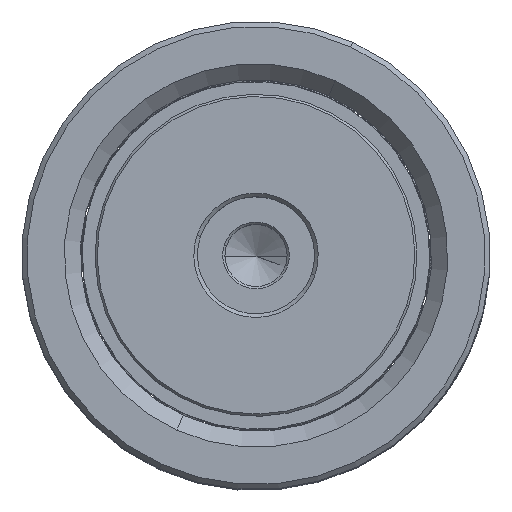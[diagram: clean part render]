
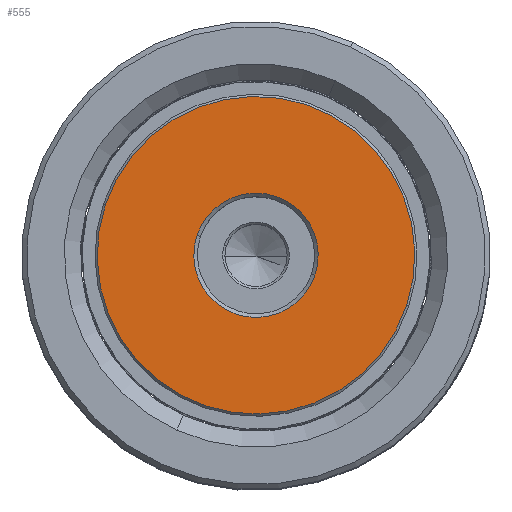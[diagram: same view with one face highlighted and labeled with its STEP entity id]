
A CAD part, top view. The second image highlights one B-rep face of the part: STEP entity #555.
In plain terms, the highlighted face is planar.
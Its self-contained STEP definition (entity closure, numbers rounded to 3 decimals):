
#555 = ADVANCED_FACE ( 'NONE', ( #18607, #34497 ), #16918, .F. ) ;
#2023 = AXIS2_PLACEMENT_3D ( 'NONE', #8716, #8598, #33983 ) ;
#2622 = ORIENTED_EDGE ( 'NONE', *, *, #35276, .T. ) ;
#2768 = CARTESIAN_POINT ( 'NONE',  ( -21.7, 0., 0. ) ) ;
#2792 = CIRCLE ( 'NONE', #2023, 21.7 ) ;
#4441 = DIRECTION ( 'NONE',  ( 0., 0., 1. ) ) ;
#5180 = DIRECTION ( 'NONE',  ( 1., 0., 0. ) ) ;
#5294 = CARTESIAN_POINT ( 'NONE',  ( 0., 0., 0. ) ) ;
#5428 = EDGE_LOOP ( 'NONE', ( #23816, #2622 ) ) ;
#7047 = EDGE_CURVE ( 'NONE', #33484, #7288, #11456, .T. ) ;
#7180 = DIRECTION ( 'NONE',  ( 0., 0., 1. ) ) ;
#7288 = VERTEX_POINT ( 'NONE', #17591 ) ;
#7951 = CIRCLE ( 'NONE', #8948, 21.7 ) ;
#8598 = DIRECTION ( 'NONE',  ( 0., 0., -1. ) ) ;
#8716 = CARTESIAN_POINT ( 'NONE',  ( 0., 0., 0. ) ) ;
#8948 = AXIS2_PLACEMENT_3D ( 'NONE', #19061, #22164, #30008 ) ;
#11456 = CIRCLE ( 'NONE', #14843, 8.5 ) ;
#11974 = VERTEX_POINT ( 'NONE', #2768 ) ;
#12966 = VERTEX_POINT ( 'NONE', #15904 ) ;
#14843 = AXIS2_PLACEMENT_3D ( 'NONE', #18283, #4441, #18528 ) ;
#15321 = DIRECTION ( 'NONE',  ( 1., 0., 0. ) ) ;
#15904 = CARTESIAN_POINT ( 'NONE',  ( 21.7, 0., 0. ) ) ;
#16918 = PLANE ( 'NONE',  #28839 ) ;
#17591 = CARTESIAN_POINT ( 'NONE',  ( 8.5, 0., 0. ) ) ;
#18283 = CARTESIAN_POINT ( 'NONE',  ( 0., 0., 0. ) ) ;
#18528 = DIRECTION ( 'NONE',  ( 1., 0., 0. ) ) ;
#18607 = FACE_OUTER_BOUND ( 'NONE', #20468, .T. ) ;
#19061 = CARTESIAN_POINT ( 'NONE',  ( 0., 0., 0. ) ) ;
#20468 = EDGE_LOOP ( 'NONE', ( #34521, #33112 ) ) ;
#22164 = DIRECTION ( 'NONE',  ( 0., 0., -1. ) ) ;
#22631 = CARTESIAN_POINT ( 'NONE',  ( -8.5, 0., 0. ) ) ;
#23816 = ORIENTED_EDGE ( 'NONE', *, *, #7047, .T. ) ;
#24074 = CARTESIAN_POINT ( 'NONE',  ( 0., 0., 0. ) ) ;
#25078 = DIRECTION ( 'NONE',  ( 0., 0., 1. ) ) ;
#27118 = CIRCLE ( 'NONE', #35796, 8.5 ) ;
#28839 = AXIS2_PLACEMENT_3D ( 'NONE', #5294, #25078, #5180 ) ;
#28926 = EDGE_CURVE ( 'NONE', #12966, #11974, #2792, .T. ) ;
#30008 = DIRECTION ( 'NONE',  ( 1., 0., 0. ) ) ;
#30263 = EDGE_CURVE ( 'NONE', #11974, #12966, #7951, .T. ) ;
#33112 = ORIENTED_EDGE ( 'NONE', *, *, #30263, .T. ) ;
#33484 = VERTEX_POINT ( 'NONE', #22631 ) ;
#33983 = DIRECTION ( 'NONE',  ( 1., 0., 0. ) ) ;
#34497 = FACE_BOUND ( 'NONE', #5428, .T. ) ;
#34521 = ORIENTED_EDGE ( 'NONE', *, *, #28926, .T. ) ;
#35276 = EDGE_CURVE ( 'NONE', #7288, #33484, #27118, .T. ) ;
#35796 = AXIS2_PLACEMENT_3D ( 'NONE', #24074, #7180, #15321 ) ;
